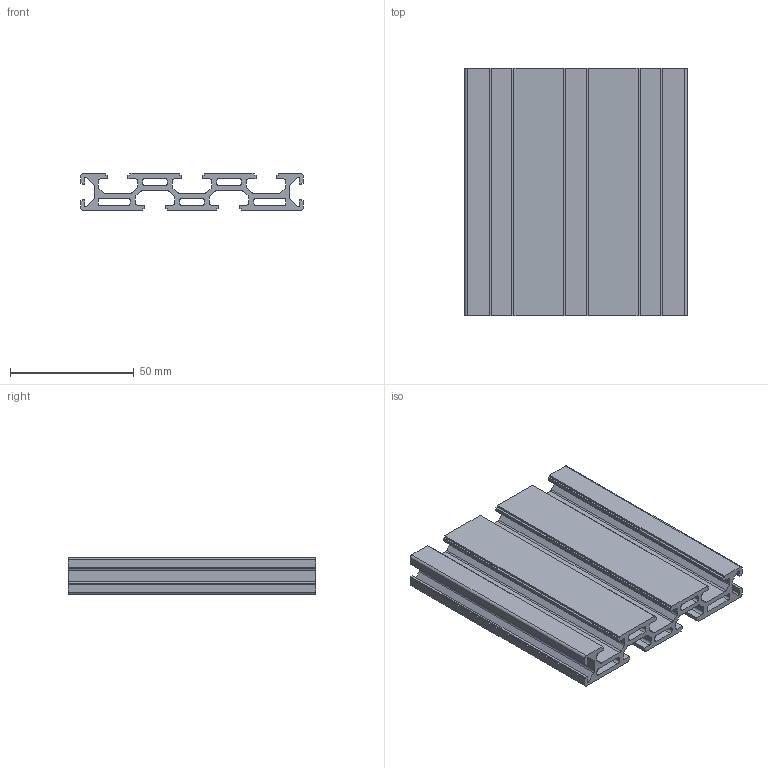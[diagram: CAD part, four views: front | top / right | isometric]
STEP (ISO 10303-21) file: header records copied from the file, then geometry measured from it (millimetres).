
FILE_DESCRIPTION(/* description */ (''),/* implementation_level */ '2;1');
FILE_NAME(/* name */ 'AST01509007.step',/* time_stamp */ '2024-04-29T14:06:18+01:00',/* author */ ('project'),/* organization */ (''),/* preprocessor_version */ 'ST-DEVELOPER v19',/* originating_system */ 'Autodesk Inventor 2023',/* authorisation */ '');
FILE_SCHEMA (('AUTOMOTIVE_DESIGN { 1 0 10303 214 3 1 1 }'));
Length unit declared in the file: metre
Products named in the file (1): AST01509007
Bounding box: 90 x 100 x 15 mm (x, y, z)
Volume: 56257.3 mm3; surface area: 52819.1 mm2
Topology: 1 solids, 1 shells, 182 faces, 540 edges, 360 vertices
Faces by surface type: plane 120, cylinder 62
Entity records: 6160 total; most frequent: CARTESIAN_POINT 1083, ORIENTED_EDGE 1080, DIRECTION 1030, EDGE_CURVE 540, LINE 416, VECTOR 416, VERTEX_POINT 360, AXIS2_PLACEMENT_3D 307
